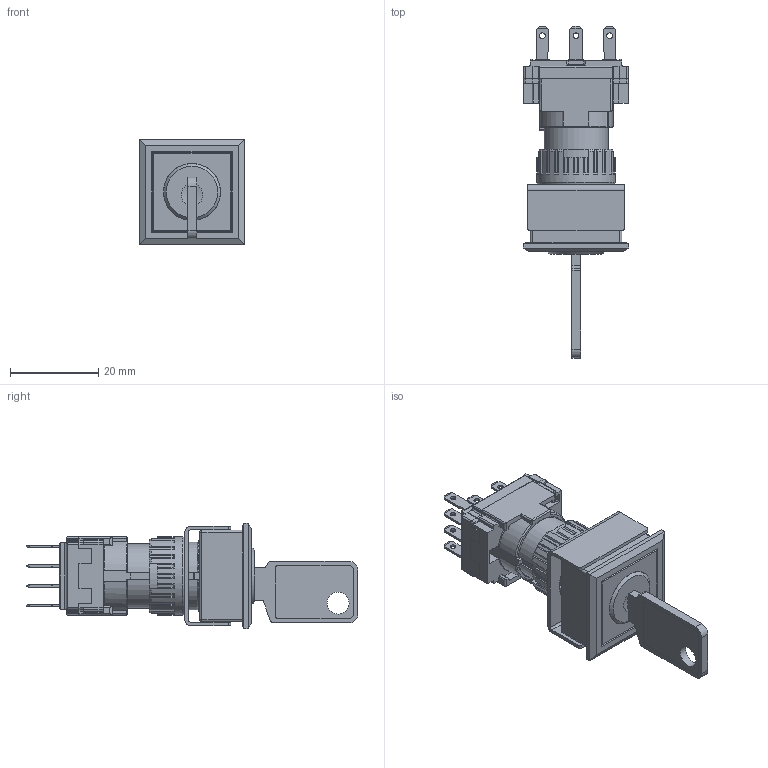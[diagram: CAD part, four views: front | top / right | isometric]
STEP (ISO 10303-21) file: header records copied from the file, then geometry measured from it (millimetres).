
FILE_DESCRIPTION(/* description */ ('Unknown'),/* implementation_level */ '2;1');
FILE_NAME(/* name */ '19_Schlüsselschalter_24X24_flachE_Sprung-SE__00326606',/* time_stamp */ '2020-07-06T10:04:01+02:00',/* author */ ('Unknown'),/* organization */ ('Unknown'),/* preprocessor_version */ 'ST-DEVELOPER v16.7',/* originating_system */ 'DEX',/* authorisation */ $);
FILE_SCHEMA (('AUTOMOTIVE_DESIGN {1 0 10303 214 3 1 1}'));
Length unit declared in the file: millimetre
Products named in the file (16): Schlüsselschalter_24X24_flachE_Sprung-SE__00326606; Schloss-DT-flach-24x24_00312428; Frontrahmen-flach-24x24_00312411; Dichtung_24x24_00311818; Vorsatzgehäuse_00312414; Schlossdruckhaube-flach-18x18_00312254; Rotor311_00312246; V-Dichtung_erh-E_00311725; Schlüssel-BR61_DOM_00312249; Befestigungsbuegel_239031099_00306925; Befestigungsmutter_00311771; Schaltelement-3S_00311801; Schaltergehäuse_Deckel_00311802; Schaltergehäuse_Adapter_00311803; Kontaktarm-Seite_00311805; Lasche_Mitte_00311804
Assembly tree (21 placements, depth 3):
  Schlüsselschalter_24X24_flachE_Sprung-SE__00326606
    Schloss-DT-flach-24x24_00312428
      Frontrahmen-flach-24x24_00312411
      Dichtung_24x24_00311818
      Vorsatzgehäuse_00312414
      Schlossdruckhaube-flach-18x18_00312254
      Rotor311_00312246
      V-Dichtung_erh-E_00311725
      Schlüssel-BR61_DOM_00312249
    Befestigungsbuegel_239031099_00306925
    Befestigungsmutter_00311771
    Schaltelement-3S_00311801
      Schaltergehäuse_Deckel_00311802
      Schaltergehäuse_Adapter_00311803
      Kontaktarm-Seite_00311805  x6
      Lasche_Mitte_00311804  x2
Bounding box: 24 x 75.3 x 24 mm (x, y, z)
Volume: 11088.3 mm3; surface area: 16261 mm2
Topology: 19 solids, 19 shells, 1052 faces, 2914 edges, 1901 vertices
Faces by surface type: plane 762, cylinder 227, cone 28, torus 22, sphere 9, bspline 4
Full cylindrical faces by diameter (mm): 1.3 x8, 5 x1, 9 x1, 12.9 x1, 13 x2, 14 x1, 14.9 x1, 15.5 x1, 16.02 x1, 16.05 x1, 17.9 x1, 18 x2
Entity records: 30563 total; most frequent: CARTESIAN_POINT 5711, ORIENTED_EDGE 5180, DIRECTION 4962, EDGE_CURVE 2590, LINE 1944, VECTOR 1944, VERTEX_POINT 1707, AXIS2_PLACEMENT_3D 1509
